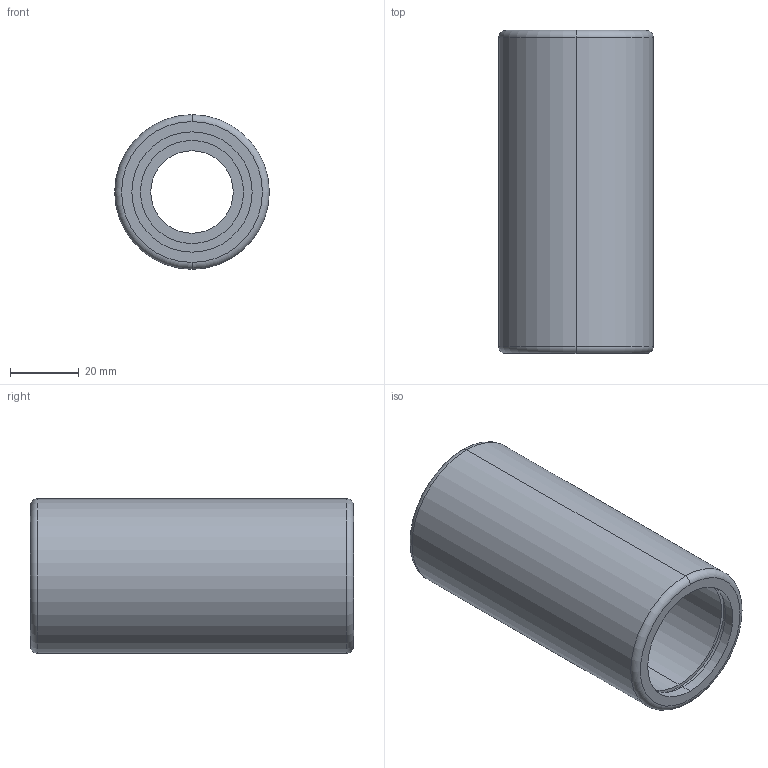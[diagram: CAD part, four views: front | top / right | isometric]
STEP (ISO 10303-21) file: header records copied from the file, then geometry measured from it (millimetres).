
FILE_DESCRIPTION (( 'STEP AP203' ), '1' );
FILE_NAME ('TETE-ROULEAU-VERTICALE.STEP', '2024-03-16T14:38:37', ( '' ), ( '' ), 'SwSTEP 2.0', 'SolidWorks 2023', '' );
FILE_SCHEMA (( 'CONFIG_CONTROL_DESIGN' ));
Length unit declared in the file: millimetre
Products named in the file (1): TETE-ROULEAU-VERTICALE
Bounding box: 45 x 94 x 45 mm (x, y, z)
Volume: 79489.6 mm3; surface area: 24707.1 mm2
Topology: 1 solids, 1 shells, 34 faces, 68 edges, 44 vertices
Faces by surface type: cylinder 20, plane 10, torus 4
Entity records: 989 total; most frequent: DIRECTION 186, CARTESIAN_POINT 147, ORIENTED_EDGE 136, AXIS2_PLACEMENT_3D 83, EDGE_CURVE 68, CIRCLE 48, VERTEX_POINT 44, EDGE_LOOP 44
